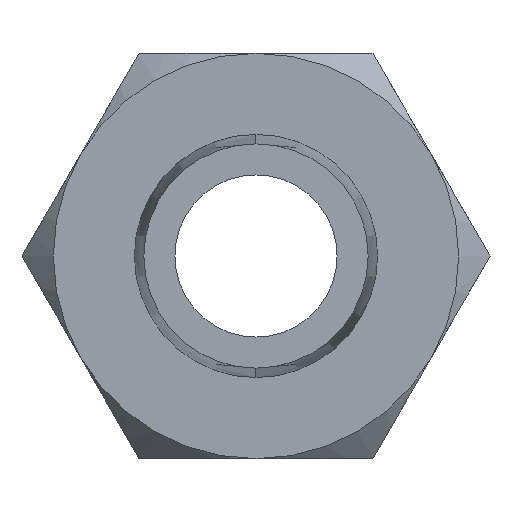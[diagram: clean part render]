
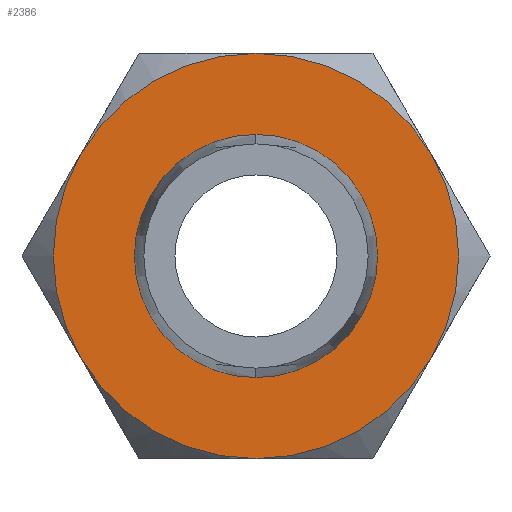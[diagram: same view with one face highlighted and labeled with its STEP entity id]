
A CAD part, left-side view. The second image highlights one B-rep face of the part: STEP entity #2386.
In plain terms, the highlighted planar face has unit normal (-1, 0, 0).
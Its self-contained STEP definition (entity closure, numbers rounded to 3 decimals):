
#6 = DIRECTION ( 'NONE',  ( 0., 0., 1. ) ) ;
#21 = EDGE_LOOP ( 'NONE', ( #4709, #4417 ) ) ;
#133 = AXIS2_PLACEMENT_3D ( 'NONE', #1130, #4514, #1437 ) ;
#181 = EDGE_CURVE ( 'NONE', #3384, #3386, #3312, .T. ) ;
#300 = ORIENTED_EDGE ( 'NONE', *, *, #4277, .F. ) ;
#388 = DIRECTION ( 'NONE',  ( -1., 0., 0. ) ) ;
#527 = DIRECTION ( 'NONE',  ( 0., 0., -1. ) ) ;
#562 = CARTESIAN_POINT ( 'NONE',  ( 25., 0., -7.5 ) ) ;
#620 = VERTEX_POINT ( 'NONE', #4886 ) ;
#757 = ORIENTED_EDGE ( 'NONE', *, *, #896, .F. ) ;
#778 = CARTESIAN_POINT ( 'NONE',  ( 25., 0., 4.5 ) ) ;
#896 = EDGE_CURVE ( 'NONE', #3386, #620, #4849, .T. ) ;
#914 = DIRECTION ( 'NONE',  ( 1., 0., 0. ) ) ;
#915 = DIRECTION ( 'NONE',  ( 0., 0., -1. ) ) ;
#1098 = CARTESIAN_POINT ( 'NONE',  ( 25., 0., -4.5 ) ) ;
#1121 = FACE_OUTER_BOUND ( 'NONE', #3865, .T. ) ;
#1122 = ORIENTED_EDGE ( 'NONE', *, *, #4540, .F. ) ;
#1130 = CARTESIAN_POINT ( 'NONE',  ( 25., 0., 0. ) ) ;
#1244 = DIRECTION ( 'NONE',  ( 0., 0., 1. ) ) ;
#1257 = CARTESIAN_POINT ( 'NONE',  ( 25., 0., 0. ) ) ;
#1325 = CARTESIAN_POINT ( 'NONE',  ( 25., 0., 0. ) ) ;
#1373 = DIRECTION ( 'NONE',  ( 0., 0., -1. ) ) ;
#1394 = PLANE ( 'NONE',  #4047 ) ;
#1414 = CIRCLE ( 'NONE', #3416, 4.5 ) ;
#1437 = DIRECTION ( 'NONE',  ( 0., 0., -1. ) ) ;
#1451 = DIRECTION ( 'NONE',  ( 0., 0., -1. ) ) ;
#1651 = AXIS2_PLACEMENT_3D ( 'NONE', #3099, #388, #1244 ) ;
#1881 = CIRCLE ( 'NONE', #3568, 4.5 ) ;
#2069 = CARTESIAN_POINT ( 'NONE',  ( 25., 6.495, 3.75 ) ) ;
#2129 = VERTEX_POINT ( 'NONE', #4885 ) ;
#2158 = EDGE_CURVE ( 'NONE', #3193, #4465, #1881, .T. ) ;
#2274 = EDGE_CURVE ( 'NONE', #2129, #2762, #2607, .T. ) ;
#2386 = ADVANCED_FACE ( 'NONE', ( #2651, #1121 ), #1394, .F. ) ;
#2436 = AXIS2_PLACEMENT_3D ( 'NONE', #2647, #4176, #3797 ) ;
#2441 = CARTESIAN_POINT ( 'NONE',  ( 25., 0., 0. ) ) ;
#2511 = ORIENTED_EDGE ( 'NONE', *, *, #3027, .F. ) ;
#2531 = CIRCLE ( 'NONE', #3490, 7.5 ) ;
#2607 = CIRCLE ( 'NONE', #1651, 7.5 ) ;
#2620 = DIRECTION ( 'NONE',  ( 0., 0., 1. ) ) ;
#2647 = CARTESIAN_POINT ( 'NONE',  ( 25., 0., 0. ) ) ;
#2651 = FACE_BOUND ( 'NONE', #21, .T. ) ;
#2762 = VERTEX_POINT ( 'NONE', #2069 ) ;
#2784 = CIRCLE ( 'NONE', #133, 7.5 ) ;
#2837 = ORIENTED_EDGE ( 'NONE', *, *, #181, .F. ) ;
#2880 = DIRECTION ( 'NONE',  ( 1., 0., 0. ) ) ;
#2923 = DIRECTION ( 'NONE',  ( 1., 0., 0. ) ) ;
#2959 = VERTEX_POINT ( 'NONE', #3838 ) ;
#3027 = EDGE_CURVE ( 'NONE', #2129, #2959, #2531, .T. ) ;
#3099 = CARTESIAN_POINT ( 'NONE',  ( 25., 0., 0. ) ) ;
#3155 = CARTESIAN_POINT ( 'NONE',  ( 25., -6.495, -3.75 ) ) ;
#3193 = VERTEX_POINT ( 'NONE', #1098 ) ;
#3235 = AXIS2_PLACEMENT_3D ( 'NONE', #1325, #914, #1373 ) ;
#3312 = CIRCLE ( 'NONE', #3235, 7.5 ) ;
#3384 = VERTEX_POINT ( 'NONE', #3155 ) ;
#3386 = VERTEX_POINT ( 'NONE', #562 ) ;
#3408 = ORIENTED_EDGE ( 'NONE', *, *, #2274, .T. ) ;
#3416 = AXIS2_PLACEMENT_3D ( 'NONE', #3426, #4604, #6 ) ;
#3426 = CARTESIAN_POINT ( 'NONE',  ( 25., 0., 0. ) ) ;
#3490 = AXIS2_PLACEMENT_3D ( 'NONE', #1257, #2880, #915 ) ;
#3502 = AXIS2_PLACEMENT_3D ( 'NONE', #2441, #3970, #527 ) ;
#3568 = AXIS2_PLACEMENT_3D ( 'NONE', #4151, #4073, #2620 ) ;
#3655 = CIRCLE ( 'NONE', #3502, 7.5 ) ;
#3679 = EDGE_CURVE ( 'NONE', #4465, #3193, #1414, .T. ) ;
#3797 = DIRECTION ( 'NONE',  ( 0., 0., -1. ) ) ;
#3838 = CARTESIAN_POINT ( 'NONE',  ( 25., -6.495, 3.75 ) ) ;
#3865 = EDGE_LOOP ( 'NONE', ( #757, #2837, #1122, #2511, #3408, #300 ) ) ;
#3970 = DIRECTION ( 'NONE',  ( 1., 0., 0. ) ) ;
#4047 = AXIS2_PLACEMENT_3D ( 'NONE', #4157, #2923, #1451 ) ;
#4073 = DIRECTION ( 'NONE',  ( -1., 0., 0. ) ) ;
#4151 = CARTESIAN_POINT ( 'NONE',  ( 25., 0., 0. ) ) ;
#4157 = CARTESIAN_POINT ( 'NONE',  ( 25., 0., 0. ) ) ;
#4176 = DIRECTION ( 'NONE',  ( 1., 0., 0. ) ) ;
#4277 = EDGE_CURVE ( 'NONE', #620, #2762, #3655, .T. ) ;
#4417 = ORIENTED_EDGE ( 'NONE', *, *, #2158, .F. ) ;
#4465 = VERTEX_POINT ( 'NONE', #778 ) ;
#4514 = DIRECTION ( 'NONE',  ( 1., 0., 0. ) ) ;
#4540 = EDGE_CURVE ( 'NONE', #2959, #3384, #2784, .T. ) ;
#4604 = DIRECTION ( 'NONE',  ( -1., 0., 0. ) ) ;
#4709 = ORIENTED_EDGE ( 'NONE', *, *, #3679, .F. ) ;
#4849 = CIRCLE ( 'NONE', #2436, 7.5 ) ;
#4885 = CARTESIAN_POINT ( 'NONE',  ( 25., 0., 7.5 ) ) ;
#4886 = CARTESIAN_POINT ( 'NONE',  ( 25., 6.495, -3.75 ) ) ;
